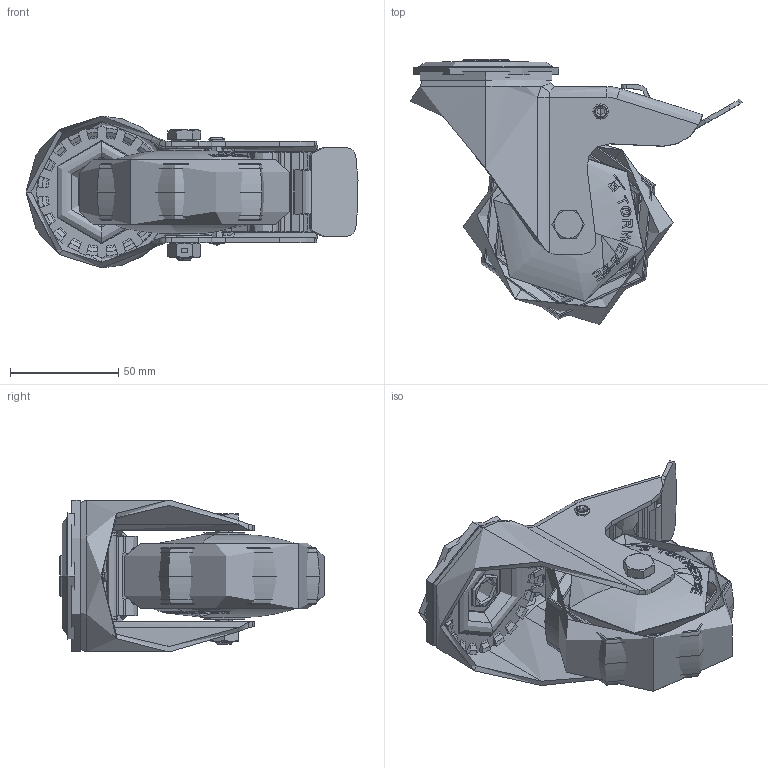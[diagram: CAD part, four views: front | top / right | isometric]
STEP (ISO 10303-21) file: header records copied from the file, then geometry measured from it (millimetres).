
FILE_DESCRIPTION (( 'STEP AP214' ), '1' );
FILE_NAME ('0055724.step', '2023-08-09T09:57:50', ( '' ), ( '' ), 'SwSTEP 2.0', 'SolidWorks 2020', '' );
FILE_SCHEMA (( 'AUTOMOTIVE_DESIGN' ));
Length unit declared in the file: millimetre
Products named in the file (1): 0055724
Bounding box: 153.13 x 122.22 x 70 mm (x, y, z)
Surface area: 131506.2 mm2 (no closed solid volume)
Topology: 0 solids, 17 shells, 992 faces, 2772 edges, 1826 vertices
Faces by surface type: bspline 341, torus 195, cylinder 176, plane 174, cone 104, sphere 2
Entity records: 62121 total; most frequent: CARTESIAN_POINT 29050, ORIENTED_EDGE 5036, DIRECTION 3485, EDGE_CURVE 2772, VERTEX_POINT 1826, AXIS2_PLACEMENT_3D 1424, B_SPLINE_CURVE_WITH_KNOTS 1348, EDGE_LOOP 1070
